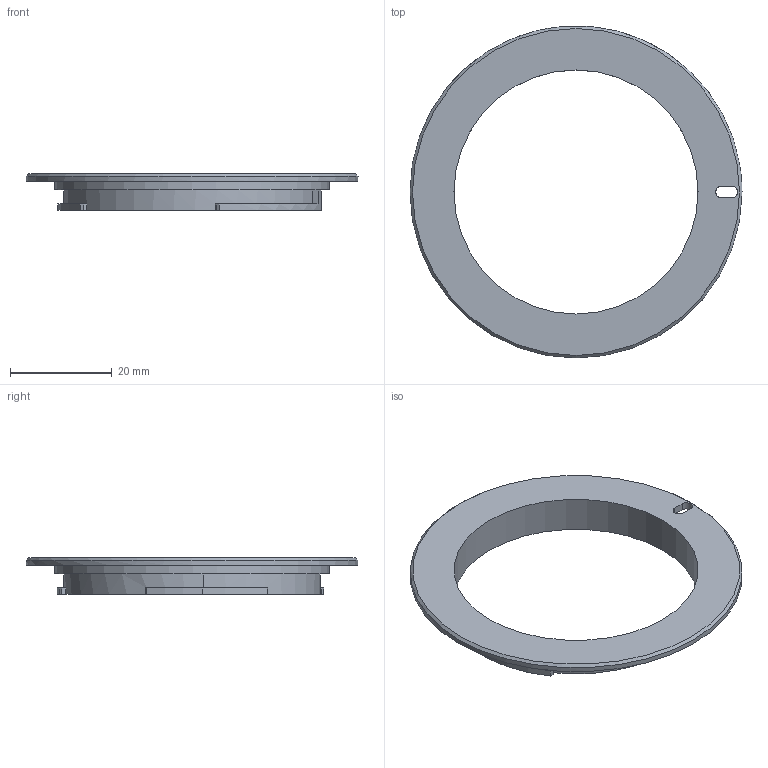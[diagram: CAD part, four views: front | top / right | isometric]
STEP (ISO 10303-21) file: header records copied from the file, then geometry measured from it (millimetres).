
FILE_DESCRIPTION(('HOOPS Exchange Step'),'2;1');
FILE_NAME('temp_export','2023-06-25T19:23:02-04:00',('gmoua'),('Shapr3D Limited'),'HOOPS Exchange 2022.2','Shapr3D','Authorized');
FILE_SCHEMA( ('AUTOMOTIVE_DESIGN { 1 0 10303 214 1 1 1 1 }') );
Length unit declared in the file: millimetre
Products named in the file (1): M42-EF EF Mount Body
Bounding box: 65.3 x 65.3 x 7.21 mm (x, y, z)
Volume: 3950.8 mm3; surface area: 5542 mm2
Topology: 1 solids, 1 shells, 34 faces, 96 edges, 66 vertices
Faces by surface type: plane 21, cylinder 10, bspline 2, cone 1
Full cylindrical faces by diameter (mm): 48 x1, 54 x1, 65.3 x1
Entity records: 1248 total; most frequent: CARTESIAN_POINT 299, ORIENTED_EDGE 192, DIRECTION 190, EDGE_CURVE 96, AXIS2_PLACEMENT_3D 67, VERTEX_POINT 66, VECTOR 56, LINE 56
